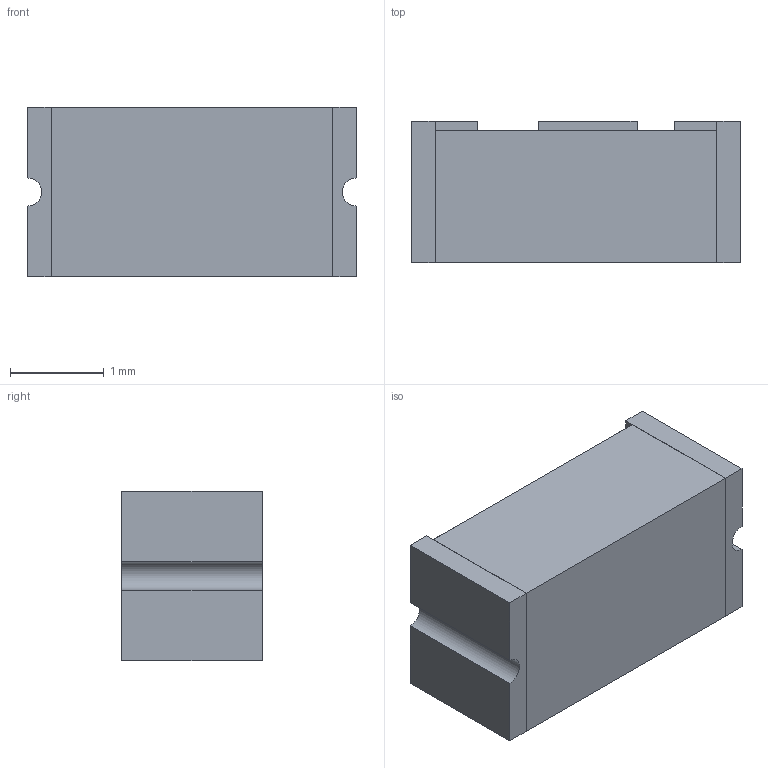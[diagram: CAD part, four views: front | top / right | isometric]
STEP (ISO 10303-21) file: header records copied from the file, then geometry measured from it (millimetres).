
FILE_DESCRIPTION(/* description */ (''),/* implementation_level */ '2;1');
FILE_NAME(/* name */ 'NSMF200-2.step',/* time_stamp */ '2020-05-31T16:29:36+07:00',/* author */ (''),/* organization */ (''),/* preprocessor_version */ 'ST-DEVELOPER v18.1',/* originating_system */ 'Autodesk Translation Framework v9.3.0.1241',/* authorisation */ '');
FILE_SCHEMA (('AUTOMOTIVE_DESIGN { 1 0 10303 214 3 1 1 }'));
Length unit declared in the file: millimetre
Products named in the file (1): NSMF200-2
Bounding box: 3.5 x 1.5 x 1.8 mm (x, y, z)
Volume: 9 mm3; surface area: 44 mm2
Topology: 5 solids, 5 shells, 54 faces, 132 edges, 88 vertices
Faces by surface type: plane 52, cylinder 2
Entity records: 1607 total; most frequent: CARTESIAN_POINT 275, ORIENTED_EDGE 264, DIRECTION 246, EDGE_CURVE 132, LINE 128, VECTOR 128, VERTEX_POINT 88, AXIS2_PLACEMENT_3D 59
